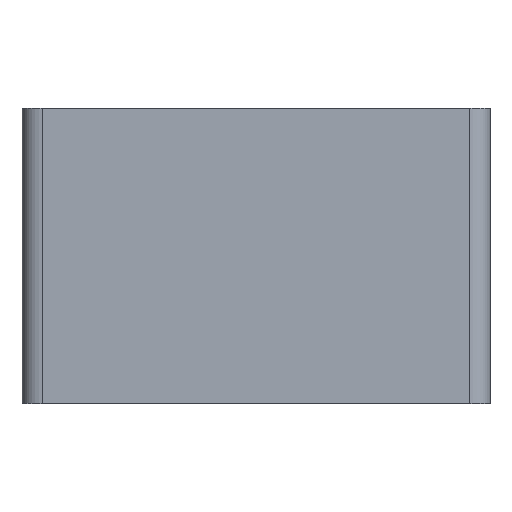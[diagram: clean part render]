
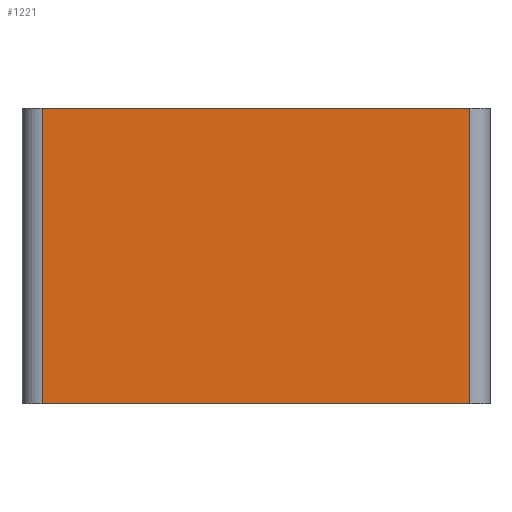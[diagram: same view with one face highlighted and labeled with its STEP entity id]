
A CAD part, top view. The second image highlights one B-rep face of the part: STEP entity #1221.
In plain terms, the highlighted planar face has unit normal (0, 0, 1).
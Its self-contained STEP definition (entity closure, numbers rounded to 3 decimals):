
#56 = CARTESIAN_POINT ( 'NONE',  ( -21., 29., 11. ) ) ;
#83 = VERTEX_POINT ( 'NONE', #1125 ) ;
#145 = CARTESIAN_POINT ( 'NONE',  ( -23., 29., 11. ) ) ;
#159 = CARTESIAN_POINT ( 'NONE',  ( 21., 29., 11. ) ) ;
#176 = VERTEX_POINT ( 'NONE', #159 ) ;
#214 = AXIS2_PLACEMENT_3D ( 'NONE', #145, #259, #951 ) ;
#257 = VERTEX_POINT ( 'NONE', #1150 ) ;
#259 = DIRECTION ( 'NONE',  ( 0., 0., -1. ) ) ;
#301 = CARTESIAN_POINT ( 'NONE',  ( -23., 29., 11. ) ) ;
#344 = FACE_OUTER_BOUND ( 'NONE', #714, .T. ) ;
#371 = LINE ( 'NONE', #301, #1209 ) ;
#388 = DIRECTION ( 'NONE',  ( 1., 0., 0. ) ) ;
#406 = VERTEX_POINT ( 'NONE', #732 ) ;
#419 = VECTOR ( 'NONE', #837, 1000. ) ;
#424 = CARTESIAN_POINT ( 'NONE',  ( 21., 29., 11. ) ) ;
#442 = VECTOR ( 'NONE', #937, 1000. ) ;
#520 = EDGE_CURVE ( 'NONE', #406, #257, #675, .T. ) ;
#555 = LINE ( 'NONE', #56, #442 ) ;
#675 = LINE ( 'NONE', #1173, #1087 ) ;
#714 = EDGE_LOOP ( 'NONE', ( #815, #1176, #1008, #1134 ) ) ;
#732 = CARTESIAN_POINT ( 'NONE',  ( -21., 0., 11. ) ) ;
#815 = ORIENTED_EDGE ( 'NONE', *, *, #520, .T. ) ;
#830 = PLANE ( 'NONE',  #214 ) ;
#837 = DIRECTION ( 'NONE',  ( 0., 1., 0. ) ) ;
#849 = LINE ( 'NONE', #424, #419 ) ;
#855 = DIRECTION ( 'NONE',  ( 1., 0., 0. ) ) ;
#860 = EDGE_CURVE ( 'NONE', #83, #176, #371, .T. ) ;
#937 = DIRECTION ( 'NONE',  ( 0., -1., 0. ) ) ;
#951 = DIRECTION ( 'NONE',  ( -1., 0., 0. ) ) ;
#1008 = ORIENTED_EDGE ( 'NONE', *, *, #860, .F. ) ;
#1087 = VECTOR ( 'NONE', #855, 1000. ) ;
#1125 = CARTESIAN_POINT ( 'NONE',  ( -21., 29., 11. ) ) ;
#1134 = ORIENTED_EDGE ( 'NONE', *, *, #1208, .T. ) ;
#1150 = CARTESIAN_POINT ( 'NONE',  ( 21., 0., 11. ) ) ;
#1173 = CARTESIAN_POINT ( 'NONE',  ( -23., 0., 11. ) ) ;
#1176 = ORIENTED_EDGE ( 'NONE', *, *, #1255, .T. ) ;
#1208 = EDGE_CURVE ( 'NONE', #83, #406, #555, .T. ) ;
#1209 = VECTOR ( 'NONE', #388, 1000. ) ;
#1221 = ADVANCED_FACE ( 'NONE', ( #344 ), #830, .F. ) ;
#1255 = EDGE_CURVE ( 'NONE', #257, #176, #849, .T. ) ;
